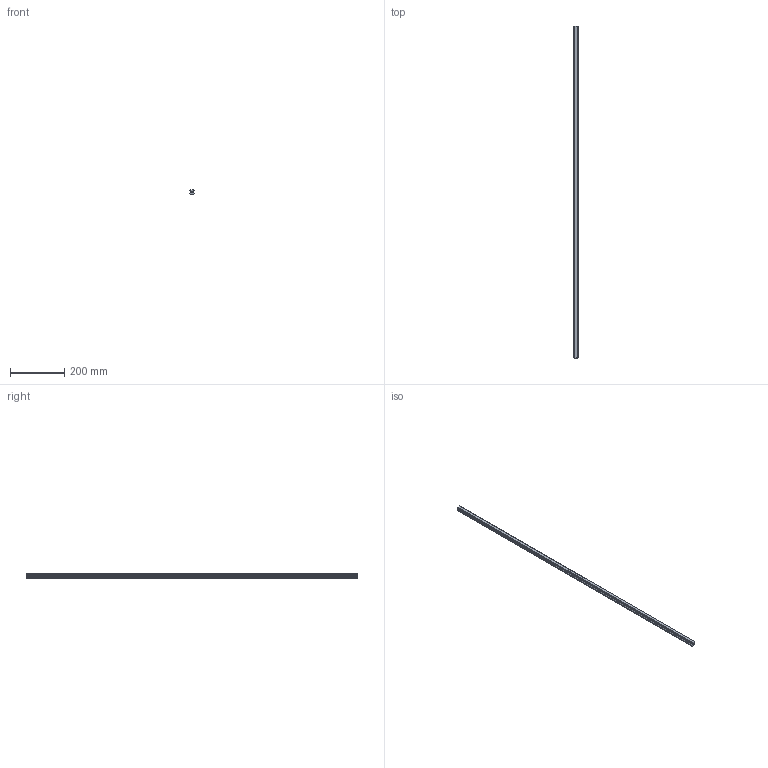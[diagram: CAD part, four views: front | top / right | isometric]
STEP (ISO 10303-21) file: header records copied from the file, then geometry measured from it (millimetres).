
FILE_DESCRIPTION(('STEP AP214'),'1');
FILE_NAME('cctmp_11EF33FE-3C42-424A-9D7A-79AB82D570FE_2021_01_19_10_13_40_0185..stp','2021-01-19T09:13:40',('HIWIN GmbH'),('CADClick - www.CADClick.com'),'Spatial InterOp 3D',' ','unknown authorization');
FILE_SCHEMA(('AUTOMOTIVE_DESIGN'));
Length unit declared in the file: millimetre
Products named in the file (1): HGR15T1220C_FILE
Bounding box: 15 x 1220 x 15 mm (x, y, z)
Volume: 228924.1 mm3; surface area: 77689 mm2
Topology: 1 solids, 1 shells, 199 faces, 537 edges, 323 vertices
Faces by surface type: plane 89, cylinder 68, cone 42
Entity records: 7513 total; most frequent: DIRECTION 1031, CARTESIAN_POINT 1018, ORIENTED_EDGE 990, EDGE_CURVE 495, LINE 359, VECTOR 359, AXIS2_PLACEMENT_3D 336, VERTEX_POINT 323
